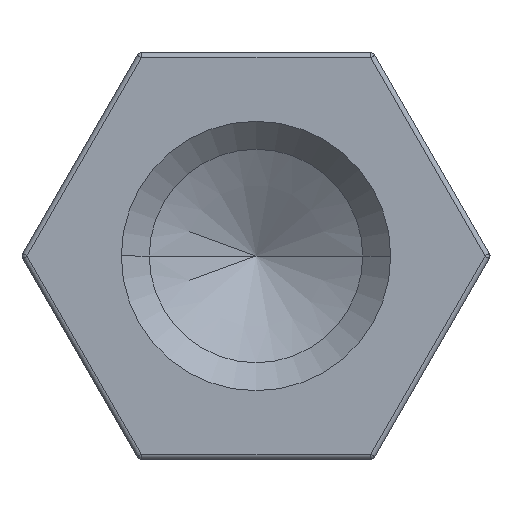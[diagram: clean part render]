
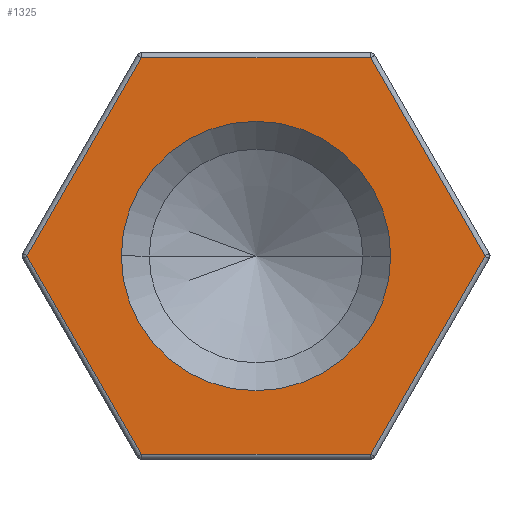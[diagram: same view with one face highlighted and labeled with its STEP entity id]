
A CAD part, left-side view. The second image highlights one B-rep face of the part: STEP entity #1325.
In plain terms, the highlighted planar face has unit normal (-1, 0, 0).
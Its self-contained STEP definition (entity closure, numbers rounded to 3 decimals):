
#3 = DIRECTION ( 'NONE',  ( 0., 0.5, -0.866 ) ) ;
#16 = CARTESIAN_POINT ( 'NONE',  ( 0., -2.252, -3.9 ) ) ;
#18 = CARTESIAN_POINT ( 'NONE',  ( 0., 3.377, 1.95 ) ) ;
#31 = DIRECTION ( 'NONE',  ( 0., -0.5, 0.866 ) ) ;
#44 = CARTESIAN_POINT ( 'NONE',  ( 0., -3.377, -1.95 ) ) ;
#65 = AXIS2_PLACEMENT_3D ( 'NONE', #1312, #1308, #1303 ) ;
#90 = CARTESIAN_POINT ( 'NONE',  ( 0., 0., -3.9 ) ) ;
#127 = EDGE_CURVE ( 'NONE', #885, #984, #625, .T. ) ;
#133 = EDGE_CURVE ( 'NONE', #872, #787, #628, .T. ) ;
#134 = EDGE_CURVE ( 'NONE', #984, #401, #622, .T. ) ;
#155 = DIRECTION ( 'NONE',  ( 1., 0., 0. ) ) ;
#166 = DIRECTION ( 'NONE',  ( 0., -1., 0. ) ) ;
#200 = EDGE_CURVE ( 'NONE', #897, #721, #509, .T. ) ;
#202 = EDGE_CURVE ( 'NONE', #721, #885, #501, .T. ) ;
#203 = EDGE_CURVE ( 'NONE', #401, #1034, #496, .T. ) ;
#207 = EDGE_CURVE ( 'NONE', #1034, #897, #1410, .T. ) ;
#285 = CIRCLE ( 'NONE', #610, 2.65 ) ;
#305 = EDGE_CURVE ( 'NONE', #787, #872, #285, .T. ) ;
#338 = CARTESIAN_POINT ( 'NONE',  ( 0., 2.252, 3.9 ) ) ;
#339 = CARTESIAN_POINT ( 'NONE',  ( 0., -2.65, 0. ) ) ;
#384 = CARTESIAN_POINT ( 'NONE',  ( 0., 4.503, 0. ) ) ;
#401 = VERTEX_POINT ( 'NONE', #338 ) ;
#492 = VECTOR ( 'NONE', #31, 1000. ) ;
#496 = LINE ( 'NONE', #18, #1249 ) ;
#498 = VECTOR ( 'NONE', #166, 1000. ) ;
#501 = LINE ( 'NONE', #44, #492 ) ;
#502 = VECTOR ( 'NONE', #1078, 1000. ) ;
#509 = LINE ( 'NONE', #90, #498 ) ;
#573 = ORIENTED_EDGE ( 'NONE', *, *, #202, .T. ) ;
#590 = AXIS2_PLACEMENT_3D ( 'NONE', #937, #155, #1041 ) ;
#610 = AXIS2_PLACEMENT_3D ( 'NONE', #757, #755, #717 ) ;
#614 = VECTOR ( 'NONE', #1345, 1000. ) ;
#617 = CARTESIAN_POINT ( 'NONE',  ( 0., 2.252, -3.9 ) ) ;
#621 = VECTOR ( 'NONE', #1343, 1000. ) ;
#622 = LINE ( 'NONE', #1322, #614 ) ;
#625 = LINE ( 'NONE', #1347, #621 ) ;
#628 = CIRCLE ( 'NONE', #65, 2.65 ) ;
#634 = FACE_OUTER_BOUND ( 'NONE', #955, .T. ) ;
#717 = DIRECTION ( 'NONE',  ( 0., 1., 0. ) ) ;
#721 = VERTEX_POINT ( 'NONE', #16 ) ;
#755 = DIRECTION ( 'NONE',  ( 1., 0., 0. ) ) ;
#757 = CARTESIAN_POINT ( 'NONE',  ( 0., 0., 0. ) ) ;
#787 = VERTEX_POINT ( 'NONE', #339 ) ;
#792 = ORIENTED_EDGE ( 'NONE', *, *, #203, .T. ) ;
#794 = ORIENTED_EDGE ( 'NONE', *, *, #207, .T. ) ;
#795 = ORIENTED_EDGE ( 'NONE', *, *, #133, .T. ) ;
#805 = ORIENTED_EDGE ( 'NONE', *, *, #134, .T. ) ;
#820 = ORIENTED_EDGE ( 'NONE', *, *, #127, .T. ) ;
#830 = CARTESIAN_POINT ( 'NONE',  ( 0., -4.503, 0. ) ) ;
#864 = ORIENTED_EDGE ( 'NONE', *, *, #200, .T. ) ;
#870 = ORIENTED_EDGE ( 'NONE', *, *, #305, .T. ) ;
#872 = VERTEX_POINT ( 'NONE', #1117 ) ;
#875 = FACE_BOUND ( 'NONE', #1031, .T. ) ;
#885 = VERTEX_POINT ( 'NONE', #830 ) ;
#897 = VERTEX_POINT ( 'NONE', #617 ) ;
#937 = CARTESIAN_POINT ( 'NONE',  ( 0., 0., 0. ) ) ;
#955 = EDGE_LOOP ( 'NONE', ( #820, #805, #792, #794, #864, #573 ) ) ;
#984 = VERTEX_POINT ( 'NONE', #1220 ) ;
#1031 = EDGE_LOOP ( 'NONE', ( #795, #870 ) ) ;
#1034 = VERTEX_POINT ( 'NONE', #384 ) ;
#1041 = DIRECTION ( 'NONE',  ( 0., 1., 0. ) ) ;
#1078 = DIRECTION ( 'NONE',  ( 0., -0.5, -0.866 ) ) ;
#1117 = CARTESIAN_POINT ( 'NONE',  ( 0., 2.65, 0. ) ) ;
#1170 = CARTESIAN_POINT ( 'NONE',  ( 0., 3.377, -1.95 ) ) ;
#1220 = CARTESIAN_POINT ( 'NONE',  ( 0., -2.252, 3.9 ) ) ;
#1249 = VECTOR ( 'NONE', #3, 1000. ) ;
#1303 = DIRECTION ( 'NONE',  ( 0., 1., 0. ) ) ;
#1308 = DIRECTION ( 'NONE',  ( 1., 0., 0. ) ) ;
#1312 = CARTESIAN_POINT ( 'NONE',  ( 0., 0., 0. ) ) ;
#1322 = CARTESIAN_POINT ( 'NONE',  ( 0., 0., 3.9 ) ) ;
#1325 = ADVANCED_FACE ( 'NONE', ( #634, #875 ), #1382, .F. ) ;
#1343 = DIRECTION ( 'NONE',  ( 0., 0.5, 0.866 ) ) ;
#1345 = DIRECTION ( 'NONE',  ( 0., 1., 0. ) ) ;
#1347 = CARTESIAN_POINT ( 'NONE',  ( 0., -3.377, 1.95 ) ) ;
#1382 = PLANE ( 'NONE',  #590 ) ;
#1410 = LINE ( 'NONE', #1170, #502 ) ;
